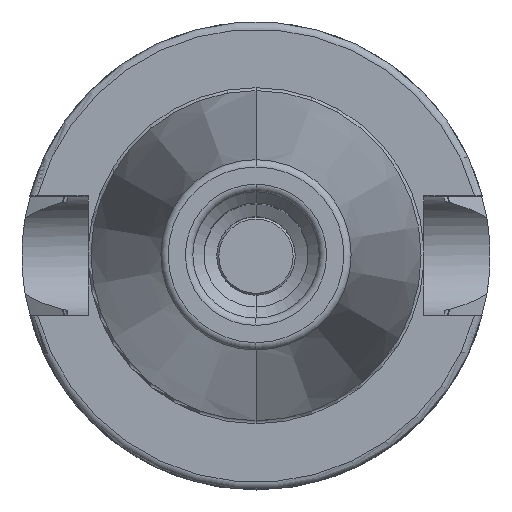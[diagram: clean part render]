
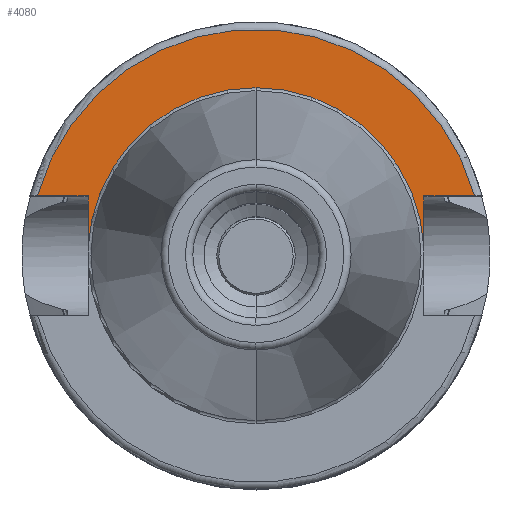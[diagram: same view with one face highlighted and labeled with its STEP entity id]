
A CAD part, top view. The second image highlights one B-rep face of the part: STEP entity #4080.
In plain terms, the highlighted planar face has unit normal (0, 0, 1).
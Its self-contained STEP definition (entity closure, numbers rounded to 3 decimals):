
#1176=DIRECTION('',(0,1,0));
#1177=VECTOR('',#1176,6.987);
#1178=CARTESIAN_POINT('',(-22.6,1.063,25));
#1179=LINE('',#1178,#1177);
#1180=DIRECTION('',(1,0,0));
#1181=VECTOR('',#1180,6.818);
#1182=CARTESIAN_POINT('',(-29.418,8.05,25));
#1183=LINE('',#1182,#1181);
#1184=DIRECTION('',(-1,0,0));
#1185=VECTOR('',#1184,6.818);
#1186=CARTESIAN_POINT('',(29.418,8.05,25));
#1187=LINE('',#1186,#1185);
#1188=DIRECTION('',(0,-1,0));
#1189=VECTOR('',#1188,6.987);
#1190=CARTESIAN_POINT('',(22.6,8.05,25));
#1191=LINE('',#1190,#1189);
#1198=CARTESIAN_POINT('',(0,0,25));
#1199=DIRECTION('',(0,0,1));
#1200=DIRECTION('',(0,1,0));
#1201=AXIS2_PLACEMENT_3D('',#1198,#1199,#1200);
#1229=CARTESIAN_POINT('',(0,0,25));
#1230=DIRECTION('',(0,0,-1));
#1231=DIRECTION('',(0,1,0));
#1232=AXIS2_PLACEMENT_3D('',#1229,#1230,#1231);
#1586=CARTESIAN_POINT('',(0,0,25));
#1587=DIRECTION('',(0,0,1));
#1588=DIRECTION('',(0.965,0.264,0));
#1589=AXIS2_PLACEMENT_3D('',#1586,#1587,#1588);
#2301=CARTESIAN_POINT('',(-22.6,1.063,25));
#2302=CARTESIAN_POINT('',(-22.6,8.05,25));
#2303=VERTEX_POINT('',#2301);
#2304=VERTEX_POINT('',#2302);
#2305=CARTESIAN_POINT('',(-29.418,8.05,25));
#2306=VERTEX_POINT('',#2305);
#2307=CARTESIAN_POINT('',(22.6,8.05,25));
#2308=CARTESIAN_POINT('',(22.6,1.063,25));
#2309=VERTEX_POINT('',#2307);
#2310=VERTEX_POINT('',#2308);
#2317=CARTESIAN_POINT('',(29.418,8.05,25));
#2318=VERTEX_POINT('',#2317);
#2365=CARTESIAN_POINT('',(0,22.625,25));
#2367=VERTEX_POINT('',#2365);
#4062=CARTESIAN_POINT('',(0,0,25));
#4063=DIRECTION('',(0,0,-1));
#4064=DIRECTION('',(0,-1,0));
#4065=AXIS2_PLACEMENT_3D('',#4062,#4063,#4064);
#4066=PLANE('',#4065);
#4067=ORIENTED_EDGE('',*,*,#3802,.T.);
#4068=ORIENTED_EDGE('',*,*,#3831,.F.);
#4070=ORIENTED_EDGE('',*,*,#4069,.F.);
#4072=ORIENTED_EDGE('',*,*,#4071,.T.);
#4073=ORIENTED_EDGE('',*,*,#3964,.T.);
#4075=ORIENTED_EDGE('',*,*,#4074,.F.);
#4077=ORIENTED_EDGE('',*,*,#4076,.T.);
#4078=EDGE_LOOP('',(#4067,#4068,#4070,#4072,#4073,#4075,#4077));
#4079=FACE_OUTER_BOUND('',#4078,.F.);
#4080=ADVANCED_FACE('',(#4079),#4066,.F.);
#1202=CIRCLE('',#1201,22.625);
#1233=CIRCLE('',#1232,22.625);
#1590=CIRCLE('',#1589,30.5);
#3802=EDGE_CURVE('',#2303,#2304,#1179,.T.);
#3831=EDGE_CURVE('',#2306,#2304,#1183,.T.);
#3964=EDGE_CURVE('',#2309,#2310,#1191,.T.);
#4069=EDGE_CURVE('',#2318,#2306,#1590,.T.);
#4071=EDGE_CURVE('',#2318,#2309,#1187,.T.);
#4074=EDGE_CURVE('',#2367,#2310,#1233,.T.);
#4076=EDGE_CURVE('',#2367,#2303,#1202,.T.);
